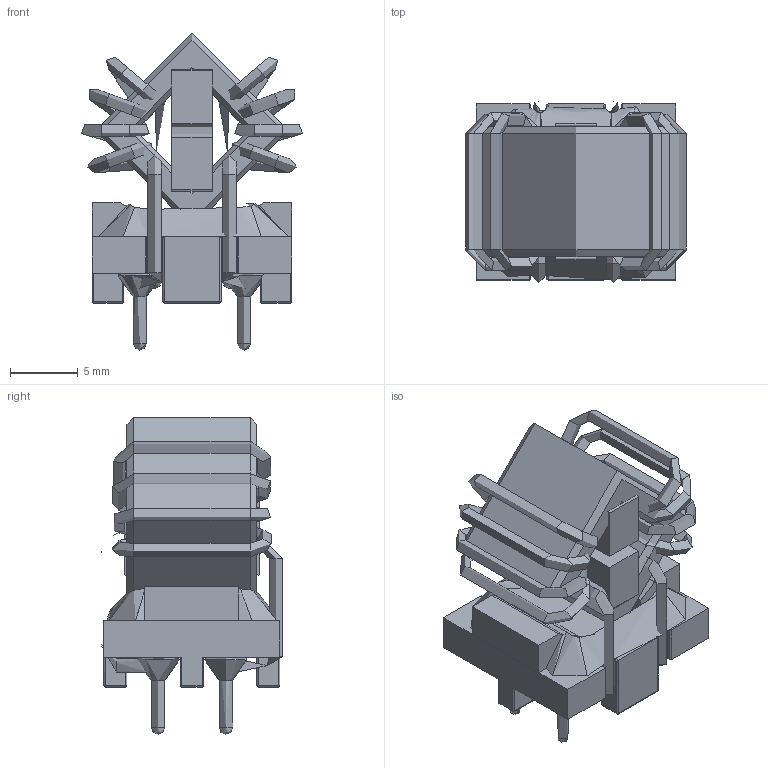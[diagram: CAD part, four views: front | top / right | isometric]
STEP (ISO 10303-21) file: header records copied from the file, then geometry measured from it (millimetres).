
FILE_DESCRIPTION(/* description */ ('Unknown'),/* implementation_level */ '2;1');
FILE_NAME(/* name */ '7448228002',/* time_stamp */ '2020-11-12T16:14:41+01:00',/* author */ ('Unknown'),/* organization */ ('Unknown'),/* preprocessor_version */ 'ST-DEVELOPER v16.7',/* originating_system */ 'DEX',/* authorisation */ $);
FILE_SCHEMA (('AUTOMOTIVE_DESIGN {1 0 10303 214 3 1 1}'));
Length unit declared in the file: millimetre
Products named in the file (6): 7448228002; base; core; Glue_1; Solderpoint; WE-CMB S-Model
Assembly tree (5 placements, depth 2):
  7448228002
    base
    core
    Glue_1
    Solderpoint
    WE-CMB S-Model
Bounding box: 16.3 x 13.39 x 23.4 mm (x, y, z)
Volume: 2149.4 mm3
Topology: 9 solids, 12 shells, 312 faces, 754 edges, 439 vertices
Faces by surface type: cylinder 110, plane 84, bspline 51, torus 42, sphere 20, cone 5
Full cylindrical faces by diameter (mm): 1 x46, 8.3 x1, 14.3 x2
Entity records: 21208 total; most frequent: CARTESIAN_POINT 12909, DIRECTION 1244, ORIENTED_EDGE 1154, EDGE_CURVE 577, AXIS2_PLACEMENT_3D 498, EDGE_LOOP 449, FACE_BOUND 449, VERTEX_POINT 406
